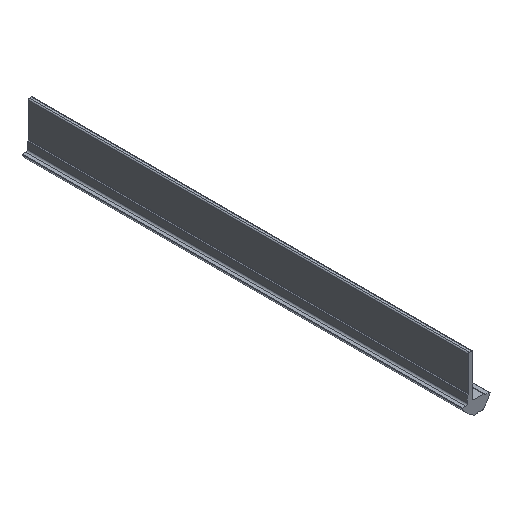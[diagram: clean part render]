
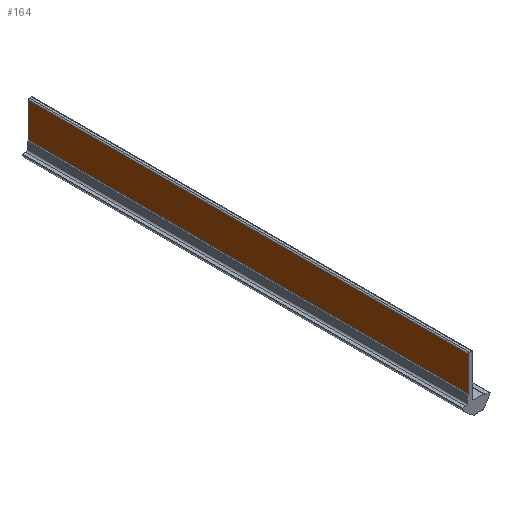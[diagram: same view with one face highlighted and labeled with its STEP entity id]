
A CAD part, isometric view. The second image highlights one B-rep face of the part: STEP entity #164.
In plain terms, the highlighted planar face has unit normal (-1, 0, 0).
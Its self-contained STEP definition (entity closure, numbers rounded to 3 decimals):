
#164 = ADVANCED_FACE( '', ( #325 ), #326, .F. );
#325 = FACE_OUTER_BOUND( '', #480, .T. );
#326 = PLANE( '', #481 );
#480 = EDGE_LOOP( '', ( #943, #944, #945, #946 ) );
#481 = AXIS2_PLACEMENT_3D( '', #947, #948, #949 );
#943 = ORIENTED_EDGE( '', *, *, #1096, .T. );
#944 = ORIENTED_EDGE( '', *, *, #1128, .F. );
#945 = ORIENTED_EDGE( '', *, *, #1136, .F. );
#946 = ORIENTED_EDGE( '', *, *, #1068, .T. );
#947 = CARTESIAN_POINT( '', ( -3.5, 200., -3.117 ) );
#948 = DIRECTION( '', ( 1., 0., 0. ) );
#949 = DIRECTION( '', ( 0., 0., -1. ) );
#1068 = EDGE_CURVE( '', #1328, #1326, #1329, .T. );
#1096 = EDGE_CURVE( '', #1326, #1366, #1368, .T. );
#1128 = EDGE_CURVE( '', #1405, #1366, #1407, .T. );
#1136 = EDGE_CURVE( '', #1328, #1405, #1417, .T. );
#1326 = VERTEX_POINT( '', #1713 );
#1328 = VERTEX_POINT( '', #1715 );
#1329 = LINE( '', #1716, #1717 );
#1366 = VERTEX_POINT( '', #1766 );
#1368 = LINE( '', #1768, #1769 );
#1405 = VERTEX_POINT( '', #1822 );
#1407 = LINE( '', #1824, #1825 );
#1417 = LINE( '', #1838, #1839 );
#1713 = CARTESIAN_POINT( '', ( -3.5, 0., -3.117 ) );
#1715 = CARTESIAN_POINT( '', ( -3.5, 200., -3.117 ) );
#1716 = CARTESIAN_POINT( '', ( -3.5, 200., -3.117 ) );
#1717 = VECTOR( '', #1979, 1000. );
#1766 = CARTESIAN_POINT( '', ( -3.5, 0., 12.4 ) );
#1768 = CARTESIAN_POINT( '', ( -3.5, 0., -3.117 ) );
#1769 = VECTOR( '', #2025, 1000. );
#1822 = CARTESIAN_POINT( '', ( -3.5, 200., 12.4 ) );
#1824 = CARTESIAN_POINT( '', ( -3.5, 200., 12.4 ) );
#1825 = VECTOR( '', #2057, 1000. );
#1838 = CARTESIAN_POINT( '', ( -3.5, 200., -3.117 ) );
#1839 = VECTOR( '', #2064, 1000. );
#1979 = DIRECTION( '', ( 0., -1., 0. ) );
#2025 = DIRECTION( '', ( 0., 0., 1. ) );
#2057 = DIRECTION( '', ( 0., -1., 0. ) );
#2064 = DIRECTION( '', ( 0., 0., 1. ) );
